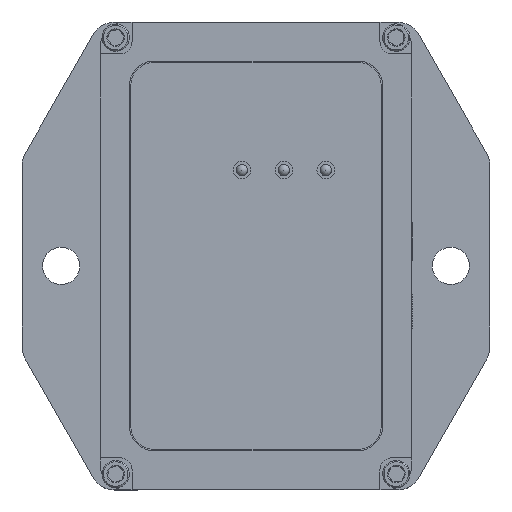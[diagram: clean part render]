
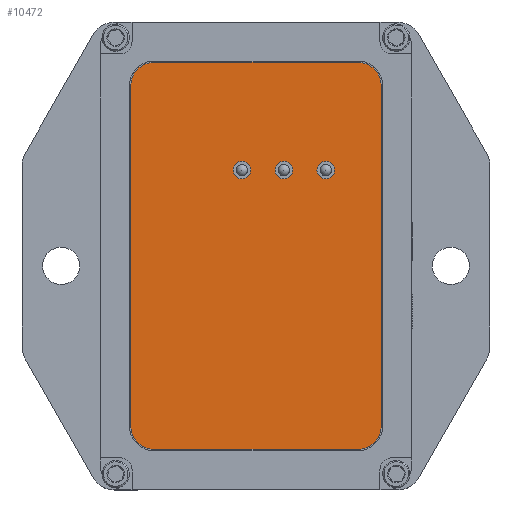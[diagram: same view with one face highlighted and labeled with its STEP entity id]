
A CAD part, top view. The second image highlights one B-rep face of the part: STEP entity #10472.
In plain terms, the highlighted planar face has unit normal (0, 0, 1).
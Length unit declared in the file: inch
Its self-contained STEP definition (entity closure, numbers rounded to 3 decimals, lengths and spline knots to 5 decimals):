
#10099=CARTESIAN_POINT('',(-0.313,-0.44,0.005));
#10100=VERTEX_POINT('',#10099);
#10101=CARTESIAN_POINT('',(-0.358,-0.44,0.005));
#10102=DIRECTION('',(0.0,0.0,-1.0));
#10103=DIRECTION('',(-1.0,0.0,0.0));
#10104=AXIS2_PLACEMENT_3D('',#10101,#10102,#10103);
#10105=CIRCLE('',#10104,0.045);
#10106=EDGE_CURVE('',#10100,#10100,#10105,.T.);
#10127=CARTESIAN_POINT('',(-0.098,-0.44,0.005));
#10128=VERTEX_POINT('',#10127);
#10129=CARTESIAN_POINT('',(-0.143,-0.44,0.005));
#10130=DIRECTION('',(0.0,0.0,-1.0));
#10131=DIRECTION('',(-1.0,0.0,0.0));
#10132=AXIS2_PLACEMENT_3D('',#10129,#10130,#10131);
#10133=CIRCLE('',#10132,0.045);
#10134=EDGE_CURVE('',#10128,#10128,#10133,.T.);
#10155=CARTESIAN_POINT('',(0.117,-0.44,0.005));
#10156=VERTEX_POINT('',#10155);
#10157=CARTESIAN_POINT('',(0.072,-0.44,0.005));
#10158=DIRECTION('',(0.0,0.0,-1.0));
#10159=DIRECTION('',(-1.0,0.0,0.0));
#10160=AXIS2_PLACEMENT_3D('',#10157,#10158,#10159);
#10161=CIRCLE('',#10160,0.045);
#10162=EDGE_CURVE('',#10156,#10156,#10161,.T.);
#10257=CARTESIAN_POINT('',(0.525,0.9925,0.005));
#10258=VERTEX_POINT('',#10257);
#10259=CARTESIAN_POINT('',(0.6425,0.875,0.005));
#10260=VERTEX_POINT('',#10259);
#10261=CARTESIAN_POINT('',(0.525,0.875,0.005));
#10262=DIRECTION('',(0.0,0.0,-1.0));
#10263=DIRECTION('',(1.0,0.0,0.0));
#10264=AXIS2_PLACEMENT_3D('',#10261,#10262,#10263);
#10265=CIRCLE('',#10264,0.1175);
#10266=EDGE_CURVE('',#10258,#10260,#10265,.T.);
#10289=CARTESIAN_POINT('',(0.6425,-0.875,0.005));
#10290=VERTEX_POINT('',#10289);
#10291=CARTESIAN_POINT('',(0.6425,0.875,0.005));
#10292=DIRECTION('',(0.0,-1.0,0.0));
#10293=VECTOR('',#10292,1.75);
#10294=LINE('',#10291,#10293);
#10295=EDGE_CURVE('',#10260,#10290,#10294,.T.);
#10313=CARTESIAN_POINT('',(0.525,-0.9925,0.005));
#10314=VERTEX_POINT('',#10313);
#10315=CARTESIAN_POINT('',(0.525,-0.875,0.005));
#10316=DIRECTION('',(0.0,0.0,-1.0));
#10317=DIRECTION('',(0.0,-1.0,0.0));
#10318=AXIS2_PLACEMENT_3D('',#10315,#10316,#10317);
#10319=CIRCLE('',#10318,0.1175);
#10320=EDGE_CURVE('',#10290,#10314,#10319,.T.);
#10338=CARTESIAN_POINT('',(-0.525,-0.9925,0.005));
#10339=VERTEX_POINT('',#10338);
#10340=CARTESIAN_POINT('',(0.525,-0.9925,0.005));
#10341=DIRECTION('',(-1.0,0.0,0.0));
#10342=VECTOR('',#10341,1.05);
#10343=LINE('',#10340,#10342);
#10344=EDGE_CURVE('',#10314,#10339,#10343,.T.);
#10362=CARTESIAN_POINT('',(-0.6425,-0.875,0.005));
#10363=VERTEX_POINT('',#10362);
#10364=CARTESIAN_POINT('',(-0.525,-0.875,0.005));
#10365=DIRECTION('',(0.0,0.0,-1.0));
#10366=DIRECTION('',(-1.0,0.0,0.0));
#10367=AXIS2_PLACEMENT_3D('',#10364,#10365,#10366);
#10368=CIRCLE('',#10367,0.1175);
#10369=EDGE_CURVE('',#10339,#10363,#10368,.T.);
#10387=CARTESIAN_POINT('',(-0.6425,0.875,0.005));
#10388=VERTEX_POINT('',#10387);
#10389=CARTESIAN_POINT('',(-0.6425,-0.875,0.005));
#10390=DIRECTION('',(0.0,1.0,0.0));
#10391=VECTOR('',#10390,1.75);
#10392=LINE('',#10389,#10391);
#10393=EDGE_CURVE('',#10363,#10388,#10392,.T.);
#10411=CARTESIAN_POINT('',(-0.525,0.9925,0.005));
#10412=VERTEX_POINT('',#10411);
#10413=CARTESIAN_POINT('',(-0.525,0.875,0.005));
#10414=DIRECTION('',(0.0,0.0,-1.0));
#10415=DIRECTION('',(0.0,1.0,0.0));
#10416=AXIS2_PLACEMENT_3D('',#10413,#10414,#10415);
#10417=CIRCLE('',#10416,0.1175);
#10418=EDGE_CURVE('',#10388,#10412,#10417,.T.);
#10436=CARTESIAN_POINT('',(-0.525,0.9925,0.005));
#10437=DIRECTION('',(1.0,0.0,0.0));
#10438=VECTOR('',#10437,1.05);
#10439=LINE('',#10436,#10438);
#10440=EDGE_CURVE('',#10412,#10258,#10439,.T.);
#10448=CARTESIAN_POINT('',(0.,0.,0.005));
#10449=DIRECTION('',(0.0,0.0,1.0));
#10450=DIRECTION('',(1.0,0.0,0.0));
#10451=AXIS2_PLACEMENT_3D('',#10448,#10449,#10450);
#10452=PLANE('',#10451);
#10453=ORIENTED_EDGE('',*,*,#10266,.F.);
#10454=ORIENTED_EDGE('',*,*,#10440,.F.);
#10455=ORIENTED_EDGE('',*,*,#10418,.F.);
#10456=ORIENTED_EDGE('',*,*,#10393,.F.);
#10457=ORIENTED_EDGE('',*,*,#10369,.F.);
#10458=ORIENTED_EDGE('',*,*,#10344,.F.);
#10459=ORIENTED_EDGE('',*,*,#10320,.F.);
#10460=ORIENTED_EDGE('',*,*,#10295,.F.);
#10461=EDGE_LOOP('',(#10453,#10454,#10455,#10456,#10457,#10458,#10459,#10460));
#10462=FACE_OUTER_BOUND('',#10461,.T.);
#10463=ORIENTED_EDGE('',*,*,#10106,.T.);
#10464=EDGE_LOOP('',(#10463));
#10465=FACE_BOUND('',#10464,.T.);
#10466=ORIENTED_EDGE('',*,*,#10134,.T.);
#10467=EDGE_LOOP('',(#10466));
#10468=FACE_BOUND('',#10467,.T.);
#10469=ORIENTED_EDGE('',*,*,#10162,.T.);
#10470=EDGE_LOOP('',(#10469));
#10471=FACE_BOUND('',#10470,.T.);
#10472=ADVANCED_FACE('',(#10462,#10465,#10468,#10471),#10452,.T.);
